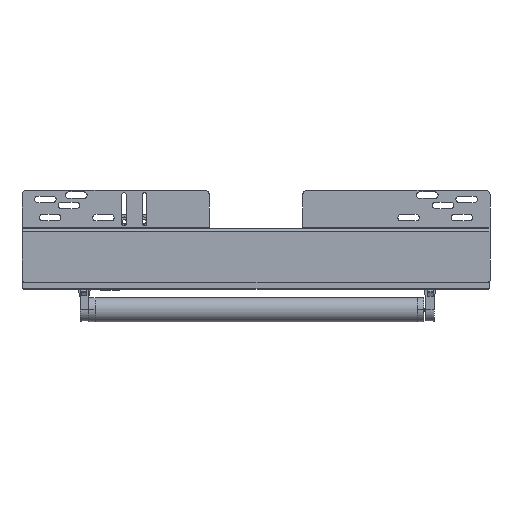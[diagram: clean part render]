
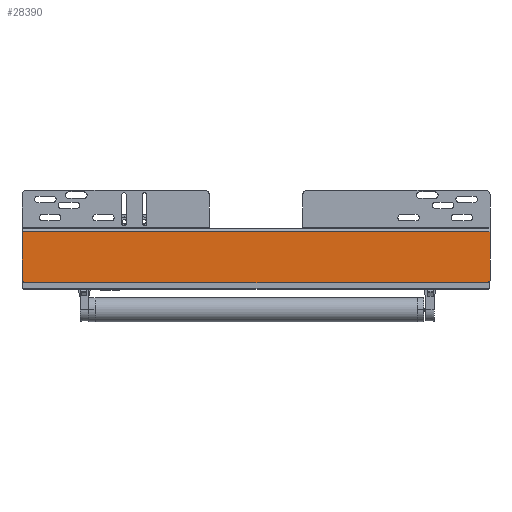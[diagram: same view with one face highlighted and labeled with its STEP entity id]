
A CAD part, top view. The second image highlights one B-rep face of the part: STEP entity #28390.
In plain terms, the highlighted planar face has unit normal (0, 0, 1).
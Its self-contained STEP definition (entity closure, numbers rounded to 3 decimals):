
#1326=LINE('',#41764,#4249);
#1342=LINE('',#41825,#4265);
#1355=LINE('',#41871,#4278);
#1362=LINE('',#41902,#4285);
#1367=LINE('',#41909,#4290);
#1371=LINE('',#41917,#4294);
#1397=LINE('',#42235,#4320);
#1399=LINE('',#42239,#4322);
#4249=VECTOR('',#33483,52.);
#4265=VECTOR('',#33529,350.);
#4278=VECTOR('',#33566,52.);
#4285=VECTOR('',#33591,7.071);
#4290=VECTOR('',#33598,70.);
#4294=VECTOR('',#33606,7.071);
#4320=VECTOR('',#33668,500.);
#4322=VECTOR('',#33674,70.);
#6934=PLANE('',#30135);
#8205=FACE_OUTER_BOUND('',#9863,.T.);
#9863=EDGE_LOOP('',(#20552,#20553,#20554,#20555,#20556,#20557,#20558,#20559));
#12723=VERTEX_POINT('',#41761);
#12724=VERTEX_POINT('',#41763);
#12743=VERTEX_POINT('',#41822);
#12744=VERTEX_POINT('',#41824);
#12760=VERTEX_POINT('',#41868);
#12761=VERTEX_POINT('',#41870);
#12770=VERTEX_POINT('',#41901);
#12773=VERTEX_POINT('',#41916);
#15645=EDGE_CURVE('',#12723,#12724,#1326,.T.);
#15671=EDGE_CURVE('',#12743,#12744,#1342,.T.);
#15692=EDGE_CURVE('',#12760,#12761,#1355,.T.);
#15705=EDGE_CURVE('',#12770,#12723,#1362,.T.);
#15710=EDGE_CURVE('',#12744,#12770,#1367,.T.);
#15714=EDGE_CURVE('',#12761,#12773,#1371,.T.);
#15746=EDGE_CURVE('',#12760,#12724,#1397,.T.);
#15748=EDGE_CURVE('',#12773,#12743,#1399,.T.);
#20552=ORIENTED_EDGE('',*,*,#15705,.F.);
#20553=ORIENTED_EDGE('',*,*,#15710,.F.);
#20554=ORIENTED_EDGE('',*,*,#15671,.F.);
#20555=ORIENTED_EDGE('',*,*,#15748,.F.);
#20556=ORIENTED_EDGE('',*,*,#15714,.F.);
#20557=ORIENTED_EDGE('',*,*,#15692,.F.);
#20558=ORIENTED_EDGE('',*,*,#15746,.T.);
#20559=ORIENTED_EDGE('',*,*,#15645,.F.);
#28390=ADVANCED_FACE('',(#8205),#6934,.T.);
#30135=AXIS2_PLACEMENT_3D('',#42241,#33676,#33677);
#33483=DIRECTION('',(0.,1.,0.));
#33529=DIRECTION('',(-1.,0.,0.));
#33566=DIRECTION('',(0.,-1.,0.));
#33591=DIRECTION('',(-0.707,0.707,0.));
#33598=DIRECTION('',(-1.,0.,0.));
#33606=DIRECTION('',(-0.707,-0.707,0.));
#33668=DIRECTION('',(-1.,0.,0.));
#33674=DIRECTION('',(-1.,0.,0.));
#33676=DIRECTION('center_axis',(0.,0.,1.));
#33677=DIRECTION('ref_axis',(1.,0.,0.));
#41761=CARTESIAN_POINT('',(-250.,-25.,1.5));
#41763=CARTESIAN_POINT('',(-250.,27.,1.5));
#41764=CARTESIAN_POINT('',(-250.,30.,1.5));
#41822=CARTESIAN_POINT('',(175.,-30.,1.5));
#41824=CARTESIAN_POINT('',(-175.,-30.,1.5));
#41825=CARTESIAN_POINT('',(-250.,-30.,1.5));
#41868=CARTESIAN_POINT('',(250.,27.,1.5));
#41870=CARTESIAN_POINT('',(250.,-25.,1.5));
#41871=CARTESIAN_POINT('',(250.,-30.,1.5));
#41901=CARTESIAN_POINT('',(-245.,-30.,1.5));
#41902=CARTESIAN_POINT('',(-192.5,-82.5,1.5));
#41909=CARTESIAN_POINT('',(-250.,-30.,1.5));
#41916=CARTESIAN_POINT('',(245.,-30.,1.5));
#41917=CARTESIAN_POINT('',(192.5,-82.5,1.5));
#42235=CARTESIAN_POINT('',(-125.,27.,1.5));
#42239=CARTESIAN_POINT('',(-250.,-30.,1.5));
#42241=CARTESIAN_POINT('Origin',(0.,0.,1.5));
